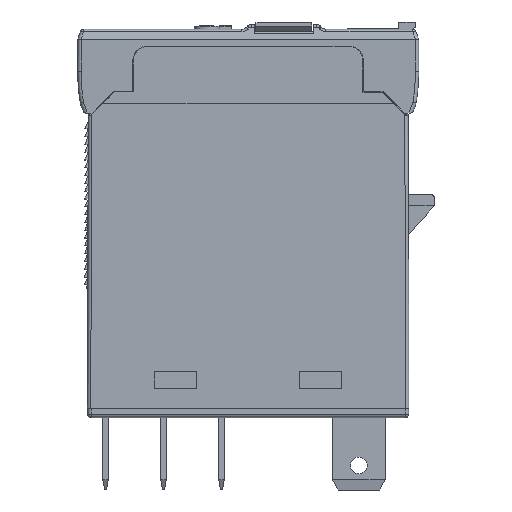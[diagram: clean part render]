
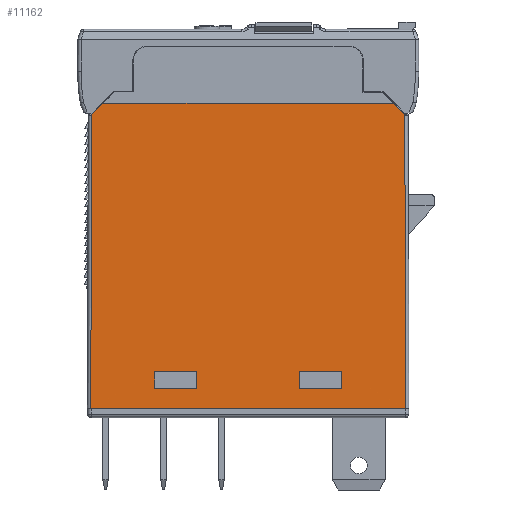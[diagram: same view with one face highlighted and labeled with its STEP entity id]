
A CAD part, top view. The second image highlights one B-rep face of the part: STEP entity #11162.
In plain terms, the highlighted planar face has unit normal (0, 0, 1).
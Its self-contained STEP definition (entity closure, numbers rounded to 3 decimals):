
#1840=CARTESIAN_POINT('',(14.053,26.378,0.));
#1848=CARTESIAN_POINT('',(14.125,-0.023,
0.));
#2177=DIRECTION('',(-1.,0.,0.));
#2178=VECTOR('',#2177,26.106);
#2179=CARTESIAN_POINT('',(13.053,27.377,0.));
#2180=LINE('',#2179,#2178);
#2181=DIRECTION('',(-0.707,0.707,0.));
#2182=VECTOR('',#2181,1.414);
#2183=CARTESIAN_POINT('',(14.053,26.378,0.));
#2184=LINE('',#2183,#2182);
#2185=DIRECTION('',(-0.003,1.,0.));
#2186=VECTOR('',#2185,26.401);
#2187=CARTESIAN_POINT('',(14.125,-0.023,
0.));
#2188=LINE('',#2187,#2186);
#2189=CARTESIAN_POINT('',(14.1,-0.023,0.));
#2190=CARTESIAN_POINT('',(14.104,-0.023,0.));
#2191=CARTESIAN_POINT('',(14.113,-0.023,
0.));
#2192=CARTESIAN_POINT('',(14.121,-0.023,
0.));
#2193=CARTESIAN_POINT('',(14.125,-0.023,
0.));
#2195=CARTESIAN_POINT('',(-14.125,-0.023,
0.));
#2196=CARTESIAN_POINT('',(-14.121,-0.023,
0.));
#2197=CARTESIAN_POINT('',(-14.113,-0.023,
0.));
#2198=CARTESIAN_POINT('',(-14.104,-0.023,0.));
#2199=CARTESIAN_POINT('',(-14.1,-0.023,0.));
#2201=DIRECTION('',(-0.003,-1.,0.));
#2202=VECTOR('',#2201,26.401);
#2203=CARTESIAN_POINT('',(-14.053,26.378,0.));
#2204=LINE('',#2203,#2202);
#2205=DIRECTION('',(-0.707,-0.707,0.));
#2206=VECTOR('',#2205,1.414);
#2207=CARTESIAN_POINT('',(-13.053,27.377,0.));
#2208=LINE('',#2207,#2206);
#2209=DIRECTION('',(0.,1.,0.));
#2210=VECTOR('',#2209,1.45);
#2211=CARTESIAN_POINT('',(-8.4,1.827,0.));
#2212=LINE('',#2211,#2210);
#2213=DIRECTION('',(-1.,0.,0.));
#2214=VECTOR('',#2213,3.8);
#2215=CARTESIAN_POINT('',(-4.6,1.827,0.));
#2216=LINE('',#2215,#2214);
#2217=DIRECTION('',(0.,-1.,0.));
#2218=VECTOR('',#2217,1.45);
#2219=CARTESIAN_POINT('',(-4.6,3.277,0.));
#2220=LINE('',#2219,#2218);
#2221=DIRECTION('',(1.,0.,0.));
#2222=VECTOR('',#2221,3.8);
#2223=CARTESIAN_POINT('',(-8.4,3.277,0.));
#2224=LINE('',#2223,#2222);
#2225=DIRECTION('',(0.,1.,0.));
#2226=VECTOR('',#2225,1.45);
#2227=CARTESIAN_POINT('',(4.6,1.827,0.));
#2228=LINE('',#2227,#2226);
#2229=DIRECTION('',(-1.,0.,0.));
#2230=VECTOR('',#2229,3.8);
#2231=CARTESIAN_POINT('',(8.4,1.827,0.));
#2232=LINE('',#2231,#2230);
#2233=DIRECTION('',(0.,-1.,0.));
#2234=VECTOR('',#2233,1.45);
#2235=CARTESIAN_POINT('',(8.4,3.277,0.));
#2236=LINE('',#2235,#2234);
#2237=DIRECTION('',(1.,0.,0.));
#2238=VECTOR('',#2237,3.8);
#2239=CARTESIAN_POINT('',(4.6,3.277,0.));
#2240=LINE('',#2239,#2238);
#2289=CARTESIAN_POINT('',(-14.125,-0.023,
0.));
#2542=DIRECTION('',(-1.,0.,0.));
#2543=VECTOR('',#2542,28.2);
#2544=CARTESIAN_POINT('',(14.1,-0.023,0.));
#2545=LINE('',#2544,#2543);
#7351=VERTEX_POINT('',#1840);
#7352=CARTESIAN_POINT('',(14.1,-0.023,0.));
#7353=CARTESIAN_POINT('',(-14.1,-0.023,0.));
#7354=VERTEX_POINT('',#7352);
#7355=VERTEX_POINT('',#7353);
#7432=CARTESIAN_POINT('',(-8.4,1.827,0.));
#7433=VERTEX_POINT('',#7432);
#7472=CARTESIAN_POINT('',(8.4,3.277,0.));
#7474=VERTEX_POINT('',#7472);
#7508=CARTESIAN_POINT('',(-13.053,27.377,0.));
#7509=VERTEX_POINT('',#7508);
#7648=CARTESIAN_POINT('',(-8.4,3.277,0.));
#7649=VERTEX_POINT('',#7648);
#7674=CARTESIAN_POINT('',(8.4,1.827,0.));
#7675=VERTEX_POINT('',#7674);
#7811=CARTESIAN_POINT('',(4.6,1.827,0.));
#7812=CARTESIAN_POINT('',(4.6,3.277,0.));
#7813=VERTEX_POINT('',#7811);
#7814=VERTEX_POINT('',#7812);
#7883=CARTESIAN_POINT('',(-4.6,3.277,0.));
#7884=VERTEX_POINT('',#7883);
#8309=CARTESIAN_POINT('',(-4.6,1.827,0.));
#8310=VERTEX_POINT('',#8309);
#8385=VERTEX_POINT('',#2289);
#8444=CARTESIAN_POINT('',(13.053,27.377,0.));
#8445=VERTEX_POINT('',#8444);
#8544=VERTEX_POINT('',#1848);
#8563=CARTESIAN_POINT('',(-14.053,26.378,0.));
#8564=VERTEX_POINT('',#8563);
#11122=CARTESIAN_POINT('',(0.,0.,0.));
#11123=DIRECTION('',(0.,0.,1.));
#11124=DIRECTION('',(0.,-1.,0.));
#11125=AXIS2_PLACEMENT_3D('',#11122,#11123,#11124);
#11126=PLANE('',#11125);
#11128=ORIENTED_EDGE('',*,*,#11127,.F.);
#11129=ORIENTED_EDGE('',*,*,#9381,.F.);
#11130=ORIENTED_EDGE('',*,*,#10660,.F.);
#11132=ORIENTED_EDGE('',*,*,#11131,.F.);
#11134=ORIENTED_EDGE('',*,*,#11133,.T.);
#11135=ORIENTED_EDGE('',*,*,#8886,.F.);
#11137=ORIENTED_EDGE('',*,*,#11136,.F.);
#11139=ORIENTED_EDGE('',*,*,#11138,.F.);
#11140=EDGE_LOOP('',(#11128,#11129,#11130,#11132,#11134,#11135,#11137,#11139));
#11141=FACE_OUTER_BOUND('',#11140,.F.);
#11143=ORIENTED_EDGE('',*,*,#11142,.F.);
#11145=ORIENTED_EDGE('',*,*,#11144,.F.);
#11147=ORIENTED_EDGE('',*,*,#11146,.F.);
#11149=ORIENTED_EDGE('',*,*,#11148,.F.);
#11150=EDGE_LOOP('',(#11143,#11145,#11147,#11149));
#11151=FACE_BOUND('',#11150,.F.);
#11153=ORIENTED_EDGE('',*,*,#11152,.F.);
#11155=ORIENTED_EDGE('',*,*,#11154,.F.);
#11157=ORIENTED_EDGE('',*,*,#11156,.F.);
#11159=ORIENTED_EDGE('',*,*,#11158,.F.);
#11160=EDGE_LOOP('',(#11153,#11155,#11157,#11159));
#11161=FACE_BOUND('',#11160,.F.);
#11162=ADVANCED_FACE('',(#11141,#11151,#11161),#11126,.T.);
#2194=B_SPLINE_CURVE_WITH_KNOTS('',3,(#2189,#2190,#2191,#2192,#2193),
.UNSPECIFIED.,.F.,.F.,(4,1,4),(0.,0.5,1.),.UNSPECIFIED.);
#2200=B_SPLINE_CURVE_WITH_KNOTS('',3,(#2195,#2196,#2197,#2198,#2199),
.UNSPECIFIED.,.F.,.F.,(4,1,4),(0.,0.5,1.),.UNSPECIFIED.);
#8886=EDGE_CURVE('',#8385,#7355,#2200,.T.);
#9381=EDGE_CURVE('',#7351,#8445,#2184,.T.);
#10660=EDGE_CURVE('',#8544,#7351,#2188,.T.);
#11127=EDGE_CURVE('',#8445,#7509,#2180,.T.);
#11131=EDGE_CURVE('',#7354,#8544,#2194,.T.);
#11133=EDGE_CURVE('',#7354,#7355,#2545,.T.);
#11136=EDGE_CURVE('',#8564,#8385,#2204,.T.);
#11138=EDGE_CURVE('',#7509,#8564,#2208,.T.);
#11142=EDGE_CURVE('',#7433,#7649,#2212,.T.);
#11144=EDGE_CURVE('',#8310,#7433,#2216,.T.);
#11146=EDGE_CURVE('',#7884,#8310,#2220,.T.);
#11148=EDGE_CURVE('',#7649,#7884,#2224,.T.);
#11152=EDGE_CURVE('',#7813,#7814,#2228,.T.);
#11154=EDGE_CURVE('',#7675,#7813,#2232,.T.);
#11156=EDGE_CURVE('',#7474,#7675,#2236,.T.);
#11158=EDGE_CURVE('',#7814,#7474,#2240,.T.);
